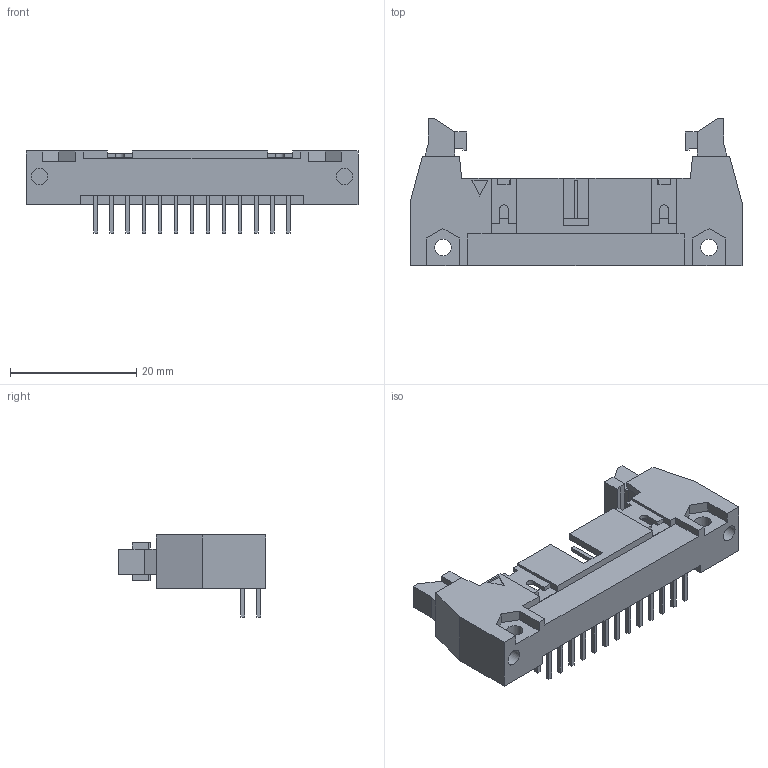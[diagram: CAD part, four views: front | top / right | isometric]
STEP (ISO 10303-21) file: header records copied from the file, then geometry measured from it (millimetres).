
FILE_DESCRIPTION(/* description */ (''),/* implementation_level */ '2;1');
FILE_NAME(/* name */ '100652080ugm000_a.stp',/* time_stamp */ '2015-12-08T14:14:35+01:00',/* author */ (''),/* organization */ (''),/* preprocessor_version */ 'ST-DEVELOPER v15',/* originating_system */ 'SIEMENS PLM Software NX 8.5',/* authorisation */ '');
FILE_SCHEMA (('AUTOMOTIVE_DESIGN { 1 0 10303 214 3 1 1 1 }'));
Length unit declared in the file: millimetre
Products named in the file (1): 100652080ugm000_a
Bounding box: 52.6 x 23.3 x 13 mm (x, y, z)
Volume: 4549.6 mm3; surface area: 4550.5 mm2
Topology: 1 solids, 1 shells, 374 faces, 945 edges, 626 vertices
Faces by surface type: plane 368, cylinder 6
Full cylindrical faces by diameter (mm): 2.6 x4
Entity records: 11812 total; most frequent: CARTESIAN_POINT 1942, ORIENTED_EDGE 1882, DIRECTION 1703, EDGE_CURVE 941, LINE 929, VECTOR 929, VERTEX_POINT 626, EDGE_LOOP 439
